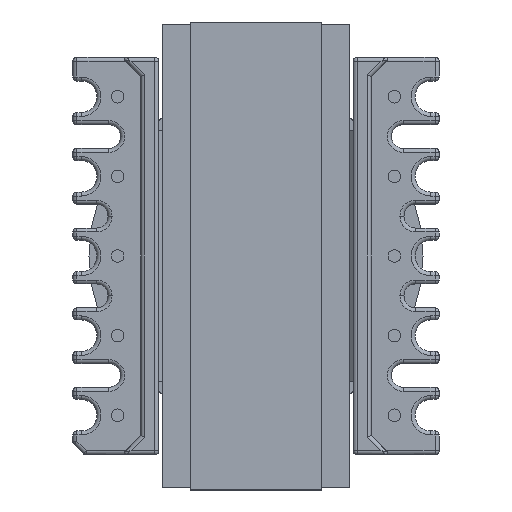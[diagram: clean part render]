
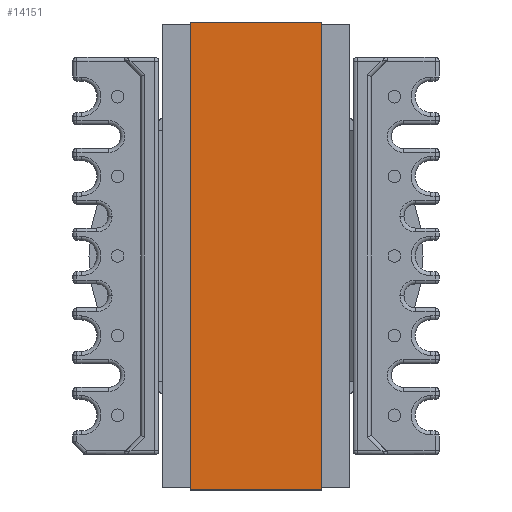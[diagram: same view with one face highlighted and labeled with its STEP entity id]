
A CAD part, front view. The second image highlights one B-rep face of the part: STEP entity #14151.
In plain terms, the highlighted face is planar.
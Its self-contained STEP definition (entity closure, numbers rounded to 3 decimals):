
#51 = FACE_OUTER_BOUND ( 'NONE', #17787, .T. ) ;
#607 = DIRECTION ( 'NONE',  ( 0., 1., 0. ) ) ;
#677 = VERTEX_POINT ( 'NONE', #10191 ) ;
#687 = CARTESIAN_POINT ( 'NONE',  ( 28.76, 0.16, -8.26 ) ) ;
#736 = ORIENTED_EDGE ( 'NONE', *, *, #3048, .T. ) ;
#1331 = VERTEX_POINT ( 'NONE', #13525 ) ;
#1332 = ORIENTED_EDGE ( 'NONE', *, *, #17260, .F. ) ;
#3048 = EDGE_CURVE ( 'NONE', #677, #3913, #15456, .T. ) ;
#3112 = VECTOR ( 'NONE', #7672, 1000. ) ;
#3441 = VERTEX_POINT ( 'NONE', #12136 ) ;
#3913 = VERTEX_POINT ( 'NONE', #11785 ) ;
#4018 = LINE ( 'NONE', #7438, #19980 ) ;
#5274 = CARTESIAN_POINT ( 'NONE',  ( 28.76, 0.16, -8.26 ) ) ;
#5293 = VECTOR ( 'NONE', #18955, 1000. ) ;
#6976 = DIRECTION ( 'NONE',  ( 0., 1., 0. ) ) ;
#7113 = VECTOR ( 'NONE', #6976, 1000. ) ;
#7438 = CARTESIAN_POINT ( 'NONE',  ( 28.76, -29.26, -8.26 ) ) ;
#7672 = DIRECTION ( 'NONE',  ( 0., 0., 1. ) ) ;
#8150 = CARTESIAN_POINT ( 'NONE',  ( 28.76, 0.16, 0. ) ) ;
#9401 = LINE ( 'NONE', #8150, #5293 ) ;
#9955 = DIRECTION ( 'NONE',  ( 1., 0., 0. ) ) ;
#10191 = CARTESIAN_POINT ( 'NONE',  ( 28.76, 0.16, -8.26 ) ) ;
#11785 = CARTESIAN_POINT ( 'NONE',  ( 28.76, 0.16, 0. ) ) ;
#12136 = CARTESIAN_POINT ( 'NONE',  ( 28.76, -29.26, -8.26 ) ) ;
#13143 = ORIENTED_EDGE ( 'NONE', *, *, #18067, .F. ) ;
#13525 = CARTESIAN_POINT ( 'NONE',  ( 28.76, -29.26, 0. ) ) ;
#14151 = ADVANCED_FACE ( 'NONE', ( #51 ), #14523, .T. ) ;
#14523 = PLANE ( 'NONE',  #19230 ) ;
#15319 = LINE ( 'NONE', #687, #7113 ) ;
#15438 = CARTESIAN_POINT ( 'NONE',  ( 28.76, 0.16, -8.26 ) ) ;
#15456 = LINE ( 'NONE', #15438, #3112 ) ;
#16681 = DIRECTION ( 'NONE',  ( 0., 0., 1. ) ) ;
#17260 = EDGE_CURVE ( 'NONE', #1331, #3913, #9401, .T. ) ;
#17787 = EDGE_LOOP ( 'NONE', ( #1332, #13143, #20093, #736 ) ) ;
#18067 = EDGE_CURVE ( 'NONE', #3441, #1331, #4018, .T. ) ;
#18955 = DIRECTION ( 'NONE',  ( 0., 1., 0. ) ) ;
#19230 = AXIS2_PLACEMENT_3D ( 'NONE', #5274, #9955, #607 ) ;
#19621 = EDGE_CURVE ( 'NONE', #3441, #677, #15319, .T. ) ;
#19980 = VECTOR ( 'NONE', #16681, 1000. ) ;
#20093 = ORIENTED_EDGE ( 'NONE', *, *, #19621, .T. ) ;
